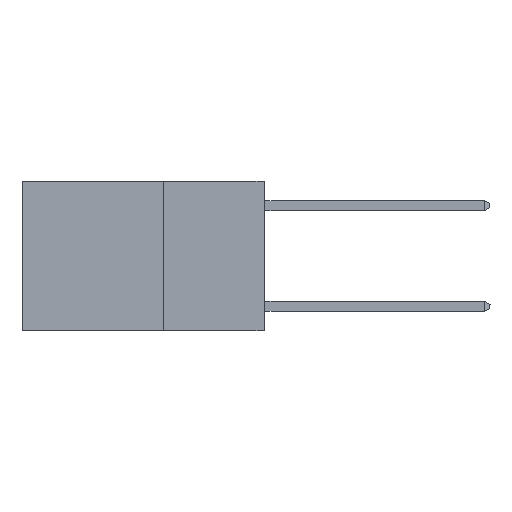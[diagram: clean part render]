
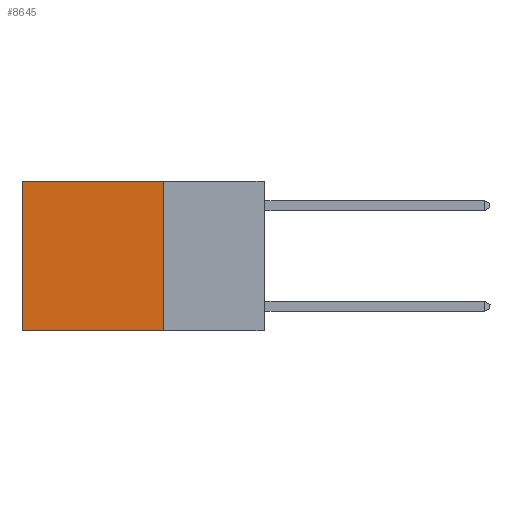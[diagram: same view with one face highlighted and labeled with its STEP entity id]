
A CAD part, left-side view. The second image highlights one B-rep face of the part: STEP entity #8645.
In plain terms, the highlighted planar face has unit normal (-1, 0, 0).
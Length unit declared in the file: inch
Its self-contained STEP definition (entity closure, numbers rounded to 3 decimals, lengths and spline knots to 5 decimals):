
#865 = VECTOR ( 'NONE', #14032, 39.37008 ) ;
#973 = ORIENTED_EDGE ( 'NONE', *, *, #13721, .T. ) ;
#1820 = ORIENTED_EDGE ( 'NONE', *, *, #8356, .F. ) ;
#2098 = LINE ( 'NONE', #19076, #5901 ) ;
#3309 = CARTESIAN_POINT ( 'NONE',  ( 0.2625, 0.25, 0. ) ) ;
#3514 = VERTEX_POINT ( 'NONE', #23156 ) ;
#4883 = VECTOR ( 'NONE', #8860, 39.37008 ) ;
#5206 = DIRECTION ( 'NONE',  ( 0., 0., -1. ) ) ;
#5901 = VECTOR ( 'NONE', #6253, 39.37008 ) ;
#6253 = DIRECTION ( 'NONE',  ( 0., 1., 0. ) ) ;
#6760 = FACE_OUTER_BOUND ( 'NONE', #10190, .T. ) ;
#8356 = EDGE_CURVE ( 'NONE', #22112, #22383, #2098, .T. ) ;
#8566 = CARTESIAN_POINT ( 'NONE',  ( 0.2625, 0.25, 0. ) ) ;
#8645 = ADVANCED_FACE ( 'NONE', ( #6760 ), #17947, .F. ) ;
#8702 = EDGE_CURVE ( 'NONE', #22257, #3514, #13646, .T. ) ;
#8860 = DIRECTION ( 'NONE',  ( 0., 0., -1. ) ) ;
#10190 = EDGE_LOOP ( 'NONE', ( #973, #1820, #20226, #18380 ) ) ;
#10832 = CARTESIAN_POINT ( 'NONE',  ( 0.2625, 0.25, 0. ) ) ;
#12670 = DIRECTION ( 'NONE',  ( 0., 1., 0. ) ) ;
#13646 = LINE ( 'NONE', #10832, #22746 ) ;
#13721 = EDGE_CURVE ( 'NONE', #3514, #22383, #14634, .T. ) ;
#14032 = DIRECTION ( 'NONE',  ( 0., 0., -1. ) ) ;
#14634 = LINE ( 'NONE', #21628, #4883 ) ;
#14826 = AXIS2_PLACEMENT_3D ( 'NONE', #3309, #16192, #5206 ) ;
#15063 = LINE ( 'NONE', #19451, #865 ) ;
#16192 = DIRECTION ( 'NONE',  ( 1., 0., 0. ) ) ;
#17947 = PLANE ( 'NONE',  #14826 ) ;
#18380 = ORIENTED_EDGE ( 'NONE', *, *, #8702, .T. ) ;
#19076 = CARTESIAN_POINT ( 'NONE',  ( 0.2625, 0.25, -0.37 ) ) ;
#19146 = CARTESIAN_POINT ( 'NONE',  ( 0.2625, 0.25, -0.37 ) ) ;
#19451 = CARTESIAN_POINT ( 'NONE',  ( 0.2625, 0.25, 0. ) ) ;
#20211 = EDGE_CURVE ( 'NONE', #22257, #22112, #15063, .T. ) ;
#20226 = ORIENTED_EDGE ( 'NONE', *, *, #20211, .F. ) ;
#21628 = CARTESIAN_POINT ( 'NONE',  ( 0.2625, 0.6, 0. ) ) ;
#22112 = VERTEX_POINT ( 'NONE', #19146 ) ;
#22257 = VERTEX_POINT ( 'NONE', #8566 ) ;
#22383 = VERTEX_POINT ( 'NONE', #23553 ) ;
#22746 = VECTOR ( 'NONE', #12670, 39.37008 ) ;
#23156 = CARTESIAN_POINT ( 'NONE',  ( 0.2625, 0.6, 0. ) ) ;
#23553 = CARTESIAN_POINT ( 'NONE',  ( 0.2625, 0.6, -0.37 ) ) ;
